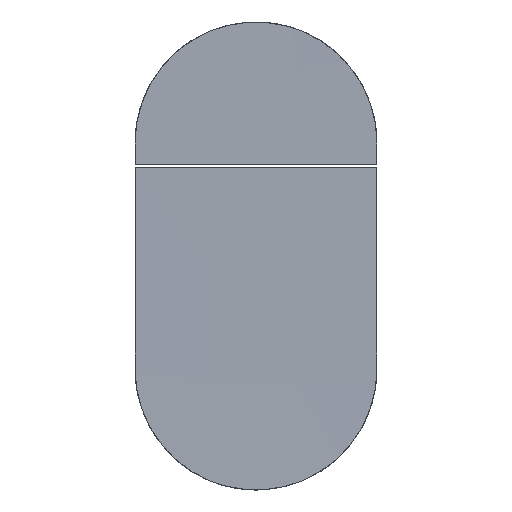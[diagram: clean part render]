
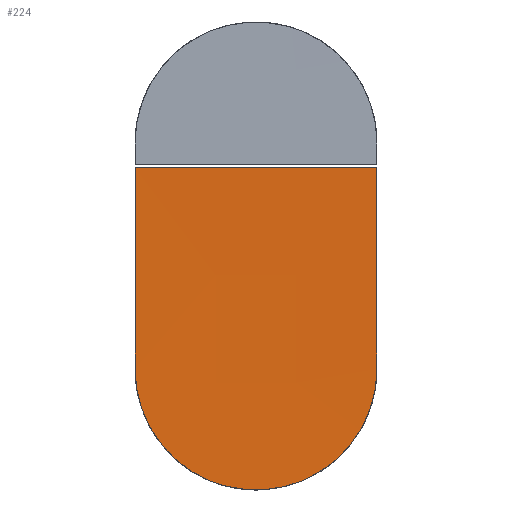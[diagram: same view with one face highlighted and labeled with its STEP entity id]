
A CAD part, left-side view. The second image highlights one B-rep face of the part: STEP entity #224.
In plain terms, the highlighted free-form (B-spline) face has degree [3, 3] with [4, 4] control points.
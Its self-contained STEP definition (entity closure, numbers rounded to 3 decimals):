
#24=B_SPLINE_SURFACE_WITH_KNOTS('',3,3,((#404,#405,#406,#407),(#408,#409,
#410,#411),(#412,#413,#414,#415),(#416,#417,#418,#419)),.UNSPECIFIED.,.F.,
 .F.,.F.,(4,4),(4,4),(0.325,0.675),(0.235,
0.606),.UNSPECIFIED.);
#65=B_SPLINE_CURVE_WITH_KNOTS('',3,(#344,#345,#346,#347,#348,#349,#350,
#351,#352,#353,#354,#355,#356,#357,#358,#359,#360,#361,#362,#363,#364,#365,
#366,#367,#368),.UNSPECIFIED.,.F.,.F.,(4,1,1,1,1,1,1,1,1,1,1,1,1,1,1,1,
1,1,1,1,1,1,4),(0.,0.005,0.011,0.016,
0.021,0.027,0.029,0.032,
0.035,0.037,0.043,0.048,
0.053,0.056,0.059,0.061,
0.064,0.067,0.069,0.072,
0.075,0.08,0.085),.UNSPECIFIED.);
#67=B_SPLINE_CURVE_WITH_KNOTS('',3,(#383,#384,#385,#386),.UNSPECIFIED.,
 .F.,.F.,(4,4),(0.,0.045),.UNSPECIFIED.);
#68=B_SPLINE_CURVE_WITH_KNOTS('',3,(#392,#393,#394,#395),.UNSPECIFIED.,
 .F.,.F.,(4,4),(0.,0.055),.UNSPECIFIED.);
#69=B_SPLINE_CURVE_WITH_KNOTS('',3,(#400,#401,#402,#403),.UNSPECIFIED.,
 .F.,.F.,(4,4),(0.,0.045),.UNSPECIFIED.);
#98=ORIENTED_EDGE('',*,*,#133,.T.);
#99=ORIENTED_EDGE('',*,*,#145,.T.);
#100=ORIENTED_EDGE('',*,*,#142,.T.);
#101=ORIENTED_EDGE('',*,*,#139,.T.);
#133=EDGE_CURVE('',#170,#169,#65,.T.);
#139=EDGE_CURVE('',#175,#170,#67,.T.);
#142=EDGE_CURVE('',#177,#175,#68,.T.);
#145=EDGE_CURVE('',#169,#177,#69,.T.);
#169=VERTEX_POINT('',#343);
#170=VERTEX_POINT('',#369);
#175=VERTEX_POINT('',#387);
#177=VERTEX_POINT('',#396);
#202=EDGE_LOOP('',(#98,#99,#100,#101));
#212=FACE_BOUND('',#202,.T.);
#224=ADVANCED_FACE('',(#212),#24,.T.);
#343=CARTESIAN_POINT('',(11.552,27.3,-25.5));
#344=CARTESIAN_POINT('',(11.552,-27.3,-25.5));
#345=CARTESIAN_POINT('',(11.544,-27.3,-27.303));
#346=CARTESIAN_POINT('',(11.526,-26.952,-30.84));
#347=CARTESIAN_POINT('',(11.501,-25.377,-36.032));
#348=CARTESIAN_POINT('',(11.478,-22.861,-40.741));
#349=CARTESIAN_POINT('',(11.458,-19.416,-44.94));
#350=CARTESIAN_POINT('',(11.444,-15.982,-47.76));
#351=CARTESIAN_POINT('',(11.435,-12.884,-49.619));
#352=CARTESIAN_POINT('',(11.429,-10.472,-50.758));
#353=CARTESIAN_POINT('',(11.425,-7.962,-51.66));
#354=CARTESIAN_POINT('',(11.421,-4.459,-52.538));
#355=CARTESIAN_POINT('',(11.418,-0.035,-52.976));
#356=CARTESIAN_POINT('',(11.421,5.372,-52.445));
#357=CARTESIAN_POINT('',(11.427,9.619,-51.159));
#358=CARTESIAN_POINT('',(11.435,12.887,-49.618));
#359=CARTESIAN_POINT('',(11.442,15.182,-48.241));
#360=CARTESIAN_POINT('',(11.449,17.324,-46.655));
#361=CARTESIAN_POINT('',(11.458,19.321,-44.85));
#362=CARTESIAN_POINT('',(11.468,21.133,-42.851));
#363=CARTESIAN_POINT('',(11.478,22.722,-40.711));
#364=CARTESIAN_POINT('',(11.489,24.099,-38.421));
#365=CARTESIAN_POINT('',(11.505,25.646,-35.154));
#366=CARTESIAN_POINT('',(11.526,26.937,-30.909));
#367=CARTESIAN_POINT('',(11.544,27.3,-27.303));
#368=CARTESIAN_POINT('',(11.552,27.3,-25.5));
#369=CARTESIAN_POINT('',(11.552,-27.3,-25.5));
#383=CARTESIAN_POINT('',(11.577,-27.3,19.9));
#384=CARTESIAN_POINT('',(11.634,-27.3,4.767));
#385=CARTESIAN_POINT('',(11.626,-27.3,-10.367));
#386=CARTESIAN_POINT('',(11.552,-27.3,-25.5));
#387=CARTESIAN_POINT('',(11.577,-27.3,19.9));
#392=CARTESIAN_POINT('',(11.577,27.3,19.9));
#393=CARTESIAN_POINT('',(11.672,9.1,19.9));
#394=CARTESIAN_POINT('',(11.672,-9.1,19.9));
#395=CARTESIAN_POINT('',(11.577,-27.3,19.9));
#396=CARTESIAN_POINT('',(11.577,27.3,19.9));
#400=CARTESIAN_POINT('',(11.552,27.3,-25.5));
#401=CARTESIAN_POINT('',(11.626,27.3,-10.367));
#402=CARTESIAN_POINT('',(11.634,27.3,4.767));
#403=CARTESIAN_POINT('',(11.577,27.3,19.9));
#404=CARTESIAN_POINT('',(11.342,-27.3,-53.408));
#405=CARTESIAN_POINT('',(11.593,-27.3,-28.832));
#406=CARTESIAN_POINT('',(11.671,-27.3,-4.248));
#407=CARTESIAN_POINT('',(11.575,-27.3,20.337));
#408=CARTESIAN_POINT('',(11.437,-9.1,-53.407));
#409=CARTESIAN_POINT('',(11.688,-9.1,-28.83));
#410=CARTESIAN_POINT('',(11.766,-9.1,-4.247));
#411=CARTESIAN_POINT('',(11.67,-9.1,20.339));
#412=CARTESIAN_POINT('',(11.437,9.1,-53.407));
#413=CARTESIAN_POINT('',(11.688,9.1,-28.83));
#414=CARTESIAN_POINT('',(11.766,9.1,-4.247));
#415=CARTESIAN_POINT('',(11.67,9.1,20.339));
#416=CARTESIAN_POINT('',(11.342,27.3,-53.408));
#417=CARTESIAN_POINT('',(11.593,27.3,-28.832));
#418=CARTESIAN_POINT('',(11.671,27.3,-4.248));
#419=CARTESIAN_POINT('',(11.575,27.3,20.337));
